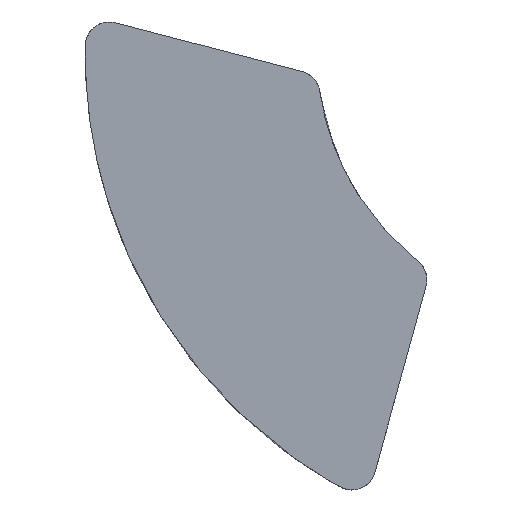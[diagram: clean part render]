
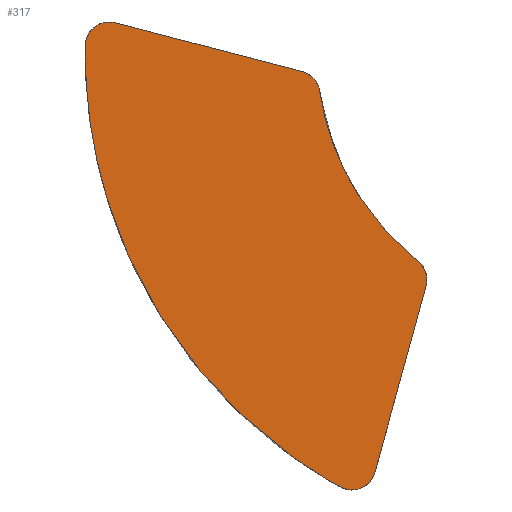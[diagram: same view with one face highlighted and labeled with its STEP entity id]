
A CAD part, top view. The second image highlights one B-rep face of the part: STEP entity #317.
In plain terms, the highlighted planar face has unit normal (0, 0, 1).
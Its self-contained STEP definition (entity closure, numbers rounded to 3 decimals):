
#17=B_SPLINE_CURVE_WITH_KNOTS('',3,(#810,#811,#812,#813,#814,#815,#816,
#817,#818,#819,#820,#821,#822,#823,#824,#825,#826,#827,#828,#829,#830,#831,
#832,#833,#834,#835,#836,#837,#838,#839,#840,#841,#842,#843,#844,#845,#846,
#847,#848,#849,#850,#851,#852,#853,#854,#855,#856,#857,#858,#859,#860,#861,
#862,#863,#864,#865,#866,#867,#868,#869,#870,#871,#872,#873),
 .UNSPECIFIED.,.T.,.F.,(4,3,3,3,3,3,3,3,3,3,3,3,3,3,3,3,3,3,3,3,3,4),(-1.,
-0.988,-0.976,-0.968,-0.886,
-0.803,-0.747,-0.651,-0.543,
-0.531,-0.518,-0.51,-0.356,
-0.346,-0.335,-0.292,-0.246,
-0.216,-0.175,-0.164,-0.154,
0.),.UNSPECIFIED.);
#67=FACE_OUTER_BOUND('',#87,.T.);
#87=EDGE_LOOP('',(#281));
#161=VERTEX_POINT('',#809);
#204=EDGE_CURVE('',#161,#161,#17,.T.);
#281=ORIENTED_EDGE('',*,*,#204,.T.);
#298=PLANE('',#368);
#317=ADVANCED_FACE('',(#67),#298,.T.);
#368=AXIS2_PLACEMENT_3D('',#808,#462,#463);
#462=DIRECTION('center_axis',(0.,0.,
1.));
#463=DIRECTION('ref_axis',(1.,0.,0.));
#808=CARTESIAN_POINT('Origin',(-68.353,-33.874,98.632));
#809=CARTESIAN_POINT('',(-93.662,6.091,98.632));
#810=CARTESIAN_POINT('Ctrl Pts',(-93.662,6.091,98.632));
#811=CARTESIAN_POINT('Ctrl Pts',(-94.63,6.344,98.632));
#812=CARTESIAN_POINT('Ctrl Pts',(-95.768,6.295,98.632));
#813=CARTESIAN_POINT('Ctrl Pts',(-96.785,5.863,98.632));
#814=CARTESIAN_POINT('Ctrl Pts',(-97.827,5.421,98.632));
#815=CARTESIAN_POINT('Ctrl Pts',(-98.716,4.581,98.632));
#816=CARTESIAN_POINT('Ctrl Pts',(-99.218,3.586,98.632));
#817=CARTESIAN_POINT('Ctrl Pts',(-99.56,2.909,98.632));
#818=CARTESIAN_POINT('Ctrl Pts',(-99.729,2.17,98.632));
#819=CARTESIAN_POINT('Ctrl Pts',(-99.739,1.47,98.632));
#820=CARTESIAN_POINT('Ctrl Pts',(-99.84,-5.364,98.632));
#821=CARTESIAN_POINT('Ctrl Pts',(-99.236,-12.208,98.632));
#822=CARTESIAN_POINT('Ctrl Pts',(-97.939,-18.919,98.632));
#823=CARTESIAN_POINT('Ctrl Pts',(-96.611,-25.796,98.632));
#824=CARTESIAN_POINT('Ctrl Pts',(-94.556,-32.532,98.632));
#825=CARTESIAN_POINT('Ctrl Pts',(-91.819,-38.979,98.632));
#826=CARTESIAN_POINT('Ctrl Pts',(-89.957,-43.365,98.632));
#827=CARTESIAN_POINT('Ctrl Pts',(-87.78,-47.618,98.632));
#828=CARTESIAN_POINT('Ctrl Pts',(-85.31,-51.694,98.632));
#829=CARTESIAN_POINT('Ctrl Pts',(-81.151,-58.557,98.632));
#830=CARTESIAN_POINT('Ctrl Pts',(-76.16,-64.916,98.632));
#831=CARTESIAN_POINT('Ctrl Pts',(-70.481,-70.587,98.632));
#832=CARTESIAN_POINT('Ctrl Pts',(-63.992,-77.066,98.632));
#833=CARTESIAN_POINT('Ctrl Pts',(-56.604,-82.644,98.632));
#834=CARTESIAN_POINT('Ctrl Pts',(-48.596,-87.112,98.632));
#835=CARTESIAN_POINT('Ctrl Pts',(-47.719,-87.601,98.632));
#836=CARTESIAN_POINT('Ctrl Pts',(-46.603,-87.837,98.632));
#837=CARTESIAN_POINT('Ctrl Pts',(-45.509,-87.672,98.632));
#838=CARTESIAN_POINT('Ctrl Pts',(-44.389,-87.503,98.632));
#839=CARTESIAN_POINT('Ctrl Pts',(-43.32,-86.91,98.632));
#840=CARTESIAN_POINT('Ctrl Pts',(-42.587,-86.073,98.632));
#841=CARTESIAN_POINT('Ctrl Pts',(-42.087,-85.504,98.632));
#842=CARTESIAN_POINT('Ctrl Pts',(-41.741,-84.832,98.632));
#843=CARTESIAN_POINT('Ctrl Pts',(-41.556,-84.159,98.632));
#844=CARTESIAN_POINT('Ctrl Pts',(-38.143,-71.715,98.632));
#845=CARTESIAN_POINT('Ctrl Pts',(-34.731,-59.27,98.632));
#846=CARTESIAN_POINT('Ctrl Pts',(-31.318,-46.826,98.632));
#847=CARTESIAN_POINT('Ctrl Pts',(-31.088,-45.988,98.632));
#848=CARTESIAN_POINT('Ctrl Pts',(-31.081,-44.982,98.632));
#849=CARTESIAN_POINT('Ctrl Pts',(-31.377,-44.061,98.632));
#850=CARTESIAN_POINT('Ctrl Pts',(-31.68,-43.116,98.632));
#851=CARTESIAN_POINT('Ctrl Pts',(-32.294,-42.286,98.632));
#852=CARTESIAN_POINT('Ctrl Pts',(-32.988,-41.738,98.632));
#853=CARTESIAN_POINT('Ctrl Pts',(-35.865,-39.464,98.632));
#854=CARTESIAN_POINT('Ctrl Pts',(-38.506,-36.891,98.632));
#855=CARTESIAN_POINT('Ctrl Pts',(-40.855,-34.075,98.632));
#856=CARTESIAN_POINT('Ctrl Pts',(-43.262,-31.189,98.632));
#857=CARTESIAN_POINT('Ctrl Pts',(-45.362,-28.047,98.632));
#858=CARTESIAN_POINT('Ctrl Pts',(-47.108,-24.72,98.632));
#859=CARTESIAN_POINT('Ctrl Pts',(-48.296,-22.456,98.632));
#860=CARTESIAN_POINT('Ctrl Pts',(-49.321,-20.106,98.632));
#861=CARTESIAN_POINT('Ctrl Pts',(-50.171,-17.695,98.632));
#862=CARTESIAN_POINT('Ctrl Pts',(-51.314,-14.453,98.632));
#863=CARTESIAN_POINT('Ctrl Pts',(-52.142,-11.1,98.632));
#864=CARTESIAN_POINT('Ctrl Pts',(-52.64,-7.699,98.632));
#865=CARTESIAN_POINT('Ctrl Pts',(-52.765,-6.845,98.632));
#866=CARTESIAN_POINT('Ctrl Pts',(-53.159,-5.923,98.632));
#867=CARTESIAN_POINT('Ctrl Pts',(-53.798,-5.197,98.632));
#868=CARTESIAN_POINT('Ctrl Pts',(-54.454,-4.452,98.632));
#869=CARTESIAN_POINT('Ctrl Pts',(-55.35,-3.934,98.632));
#870=CARTESIAN_POINT('Ctrl Pts',(-56.211,-3.709,98.632));
#871=CARTESIAN_POINT('Ctrl Pts',(-68.695,-0.443,98.632));
#872=CARTESIAN_POINT('Ctrl Pts',(-81.178,2.824,98.632));
#873=CARTESIAN_POINT('Ctrl Pts',(-93.662,6.091,98.632));
